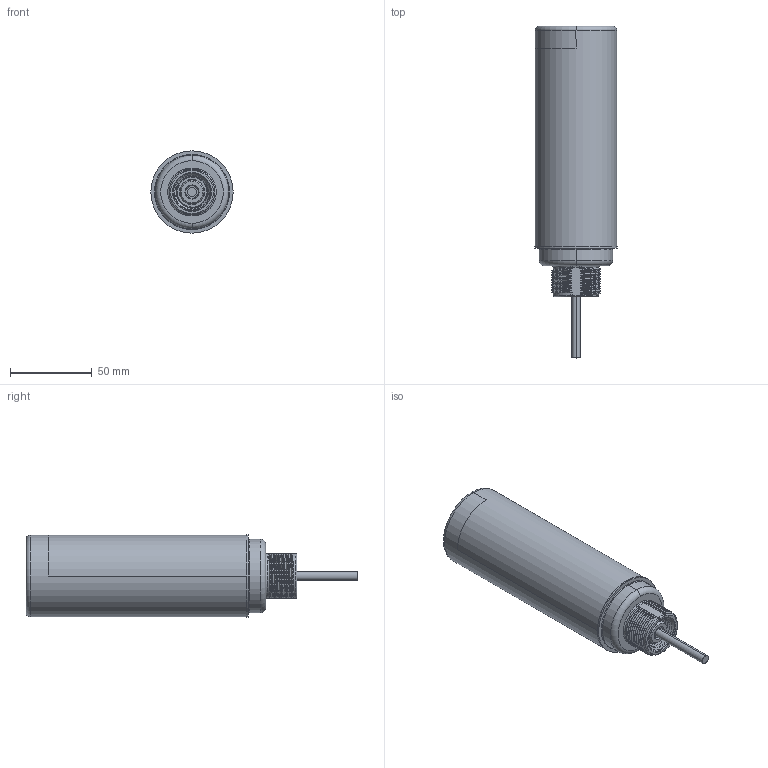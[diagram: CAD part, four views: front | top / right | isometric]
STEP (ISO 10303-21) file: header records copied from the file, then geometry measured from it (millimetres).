
FILE_DESCRIPTION((''),'2;1');
FILE_NAME('219769_ASM','2022-01-31T09:45:14',('PDMAdmin'),('BANNER ENGINEERING'),'CREO PARAMETRIC BY PTC INC, 2019292','CREO PARAMETRIC BY PTC INC, 2019292','');
FILE_SCHEMA(('CONFIG_CONTROL_DESIGN'));
Length unit declared in the file: millimetre
Products named in the file (2): 219769_EP01; 219769_ASM
Assembly tree (1 placements, depth 2):
  219769_ASM
    219769_EP01
Bounding box: 50.5 x 203.56 x 50.5 mm (x, y, z)
Volume: 295298.1 mm3; surface area: 30888.4 mm2
Topology: 1 solids, 1 shells, 163 faces, 435 edges, 281 vertices
Faces by surface type: bspline 67, cylinder 53, torus 23, plane 12, cone 8
Entity records: 14757 total; most frequent: CARTESIAN_POINT 11136, ORIENTED_EDGE 870, DIRECTION 535, EDGE_CURVE 435, VERTEX_POINT 281, AXIS2_PLACEMENT_3D 199, B_SPLINE_CURVE_WITH_KNOTS 198, EDGE_LOOP 170
